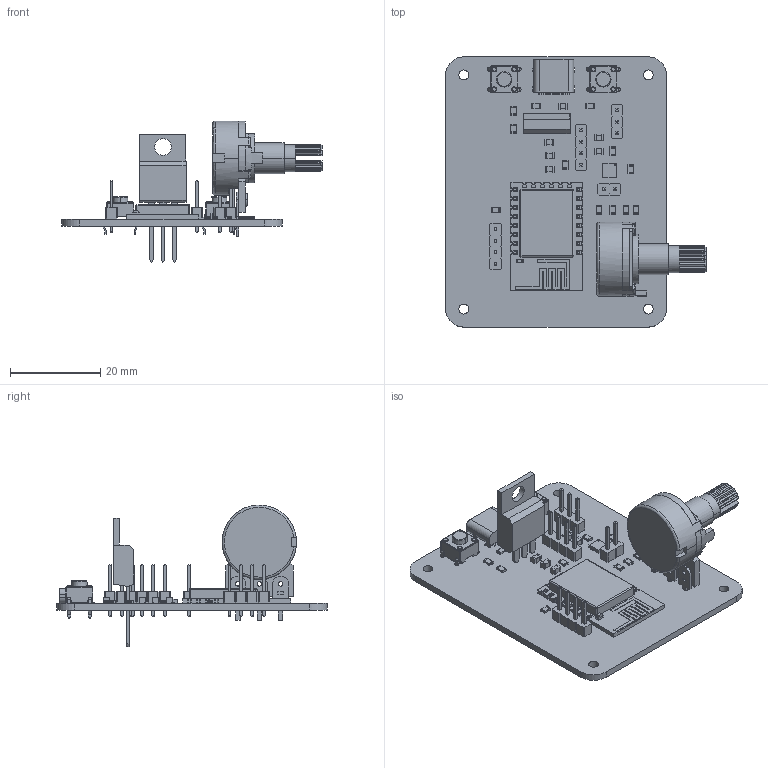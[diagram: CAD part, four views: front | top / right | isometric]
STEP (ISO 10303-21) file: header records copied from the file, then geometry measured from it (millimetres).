
FILE_DESCRIPTION(('KiCad electronic assembly'),'2;1');
FILE_NAME('sound_box.step','2025-04-13T20:05:11',('Pcbnew'),('Kicad'), 'Open CASCADE STEP processor 7.8','KiCad to STEP converter','Unknown' );
FILE_SCHEMA(('AUTOMOTIVE_DESIGN { 1 0 10303 214 1 1 1 1 }'));
Length unit declared in the file: millimetre
Products named in the file (16): sound_box 1; PinHeader_1x04_P2.54mm_Vertical; QFN-16 (3x3); QFN-16 (3x3) Part1; QFN-16 (3x3) Part2; COMPOUND; tactileswitch-short; R_0805_2012Metric; TO-220-3_Vertical; ESP-12E; C_0805_2012Metric; HRO TYPE-C-31-M-12; Potentiometer; PinHeader_1x02_P2.54mm_Vertical; PinHeader_1x03_P2.54mm_Vertical; sound_box_PCB
Assembly tree (48 placements, depth 3):
  sound_box 1
    PinHeader_1x04_P2.54mm_Vertical  x2
    QFN-16 (3x3)
      QFN-16 (3x3) Part1
      QFN-16 (3x3) Part2  x16
      COMPOUND
    tactileswitch-short  x2
    R_0805_2012Metric  x12
    TO-220-3_Vertical
    ESP-12E
    C_0805_2012Metric  x6
    HRO TYPE-C-31-M-12
    Potentiometer
    PinHeader_1x02_P2.54mm_Vertical
    PinHeader_1x03_P2.54mm_Vertical
    sound_box_PCB
Bounding box: 57.87 x 60 x 31.5 mm (x, y, z)
Volume: 8629.9 mm3; surface area: 12548.8 mm2
Topology: 95 solids, 95 shells, 2538 faces, 6377 edges, 4039 vertices
Faces by surface type: plane 1634, cylinder 740, torus 91, sphere 53, cone 16, revolution 4
Full cylindrical faces by diameter (mm): 0.5 x2, 0.65 x18, 0.7 x16, 0.99 x8, 1 x13, 1.1 x3, 1.3 x3, 2.2 x4, 3.735 x1
Entity records: 55964 total; most frequent: CARTESIAN_POINT 8825, DIRECTION 8431, ORIENTED_EDGE 8204, EDGE_CURVE 4102, LINE 2991, VECTOR 2991, AXIS2_PLACEMENT_3D 2719, VERTEX_POINT 2636
